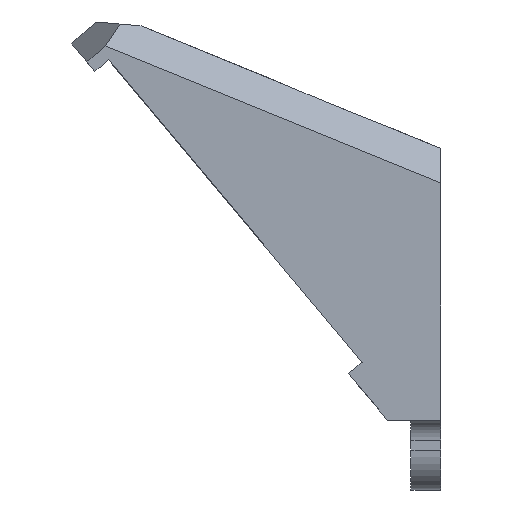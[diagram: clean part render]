
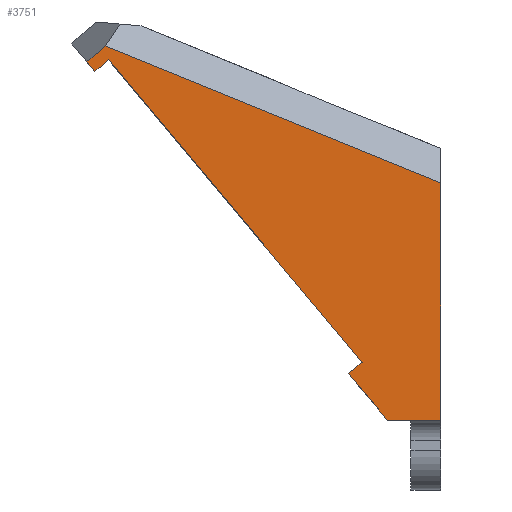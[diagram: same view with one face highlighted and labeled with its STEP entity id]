
A CAD part, left-side view. The second image highlights one B-rep face of the part: STEP entity #3751.
In plain terms, the highlighted planar face has unit normal (-1, 0, 0).
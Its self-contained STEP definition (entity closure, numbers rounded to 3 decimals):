
#28 = CARTESIAN_POINT ( 'NONE',  ( -19.5, 5.35, -7.708 ) ) ;
#81 = CARTESIAN_POINT ( 'NONE',  ( -19.5, 34.552, 30.157 ) ) ;
#130 = DIRECTION ( 'NONE',  ( 0., -0.766, 0.643 ) ) ;
#249 = VERTEX_POINT ( 'NONE', #1522 ) ;
#314 = DIRECTION ( 'NONE',  ( 1., 0., 0. ) ) ;
#353 = VERTEX_POINT ( 'NONE', #1542 ) ;
#361 = DIRECTION ( 'NONE',  ( 0., 0., -1. ) ) ;
#400 = VECTOR ( 'NONE', #4457, 1000. ) ;
#492 = CARTESIAN_POINT ( 'NONE',  ( -19.5, -6.677, 63.524 ) ) ;
#496 = EDGE_CURVE ( 'NONE', #249, #2784, #1271, .T. ) ;
#691 = LINE ( 'NONE', #2092, #982 ) ;
#716 = LINE ( 'NONE', #2469, #400 ) ;
#737 = VERTEX_POINT ( 'NONE', #28 ) ;
#742 = CARTESIAN_POINT ( 'NONE',  ( -19.5, 9.254, -3.055 ) ) ;
#776 = EDGE_CURVE ( 'NONE', #1681, #2784, #716, .T. ) ;
#784 = FACE_OUTER_BOUND ( 'NONE', #2432, .T. ) ;
#834 = EDGE_CURVE ( 'NONE', #2377, #1681, #691, .T. ) ;
#982 = VECTOR ( 'NONE', #4164, 1000. ) ;
#995 = EDGE_CURVE ( 'NONE', #1654, #353, #3176, .T. ) ;
#1128 = VECTOR ( 'NONE', #2406, 1000. ) ;
#1144 = DIRECTION ( 'NONE',  ( 0., 0.643, 0.766 ) ) ;
#1168 = LINE ( 'NONE', #492, #2879 ) ;
#1245 = ORIENTED_EDGE ( 'NONE', *, *, #496, .T. ) ;
#1271 = LINE ( 'NONE', #1971, #3671 ) ;
#1278 = VECTOR ( 'NONE', #2832, 1000. ) ;
#1307 = CARTESIAN_POINT ( 'NONE',  ( -19.5, 33.266, 28.361 ) ) ;
#1324 = ORIENTED_EDGE ( 'NONE', *, *, #1601, .T. ) ;
#1378 = CARTESIAN_POINT ( 'NONE',  ( -19.5, 3., -19.5 ) ) ;
#1484 = CARTESIAN_POINT ( 'NONE',  ( -19.5, 6.935, -5.819 ) ) ;
#1508 = CARTESIAN_POINT ( 'NONE',  ( -19.5, 6.935, -5.819 ) ) ;
#1522 = CARTESIAN_POINT ( 'NONE',  ( -19.5, 34.644, 27.204 ) ) ;
#1542 = CARTESIAN_POINT ( 'NONE',  ( -19.5, 33.567, 29.754 ) ) ;
#1551 = DIRECTION ( 'NONE',  ( 0., 0.766, -0.643 ) ) ;
#1601 = EDGE_CURVE ( 'NONE', #353, #1911, #1168, .T. ) ;
#1616 = CARTESIAN_POINT ( 'NONE',  ( -19.5, 7.875, -1.898 ) ) ;
#1654 = VERTEX_POINT ( 'NONE', #3966 ) ;
#1681 = VERTEX_POINT ( 'NONE', #1616 ) ;
#1911 = VERTEX_POINT ( 'NONE', #2420 ) ;
#1971 = CARTESIAN_POINT ( 'NONE',  ( -19.5, 34.644, 27.204 ) ) ;
#2092 = CARTESIAN_POINT ( 'NONE',  ( -19.5, 9.254, -3.055 ) ) ;
#2247 = LINE ( 'NONE', #1508, #2814 ) ;
#2319 = EDGE_CURVE ( 'NONE', #737, #2377, #3201, .T. ) ;
#2377 = VERTEX_POINT ( 'NONE', #742 ) ;
#2406 = DIRECTION ( 'NONE',  ( 0., 0., 1. ) ) ;
#2408 = ORIENTED_EDGE ( 'NONE', *, *, #2613, .F. ) ;
#2420 = CARTESIAN_POINT ( 'NONE',  ( -19.5, 35.455, 28.17 ) ) ;
#2432 = EDGE_LOOP ( 'NONE', ( #1324, #2408, #1245, #3220, #2732, #3904, #3949, #3111, #3108 ) ) ;
#2469 = CARTESIAN_POINT ( 'NONE',  ( -19.5, 5.556, -4.662 ) ) ;
#2554 = EDGE_CURVE ( 'NONE', #737, #3590, #3650, .T. ) ;
#2613 = EDGE_CURVE ( 'NONE', #249, #1911, #2247, .T. ) ;
#2732 = ORIENTED_EDGE ( 'NONE', *, *, #834, .F. ) ;
#2784 = VERTEX_POINT ( 'NONE', #1307 ) ;
#2814 = VECTOR ( 'NONE', #1144, 1000. ) ;
#2832 = DIRECTION ( 'NONE',  ( 0., 0.926, 0.378 ) ) ;
#2860 = DIRECTION ( 'NONE',  ( 0., 0.643, 0.766 ) ) ;
#2879 = VECTOR ( 'NONE', #1551, 1000. ) ;
#3108 = ORIENTED_EDGE ( 'NONE', *, *, #995, .T. ) ;
#3111 = ORIENTED_EDGE ( 'NONE', *, *, #3719, .T. ) ;
#3176 = LINE ( 'NONE', #81, #1278 ) ;
#3201 = LINE ( 'NONE', #1484, #3321 ) ;
#3220 = ORIENTED_EDGE ( 'NONE', *, *, #776, .F. ) ;
#3270 = DIRECTION ( 'NONE',  ( 0., -1., 0. ) ) ;
#3321 = VECTOR ( 'NONE', #2860, 1000. ) ;
#3348 = CARTESIAN_POINT ( 'NONE',  ( -19.5, 0., -7.708 ) ) ;
#3590 = VERTEX_POINT ( 'NONE', #3348 ) ;
#3650 = LINE ( 'NONE', #4277, #3679 ) ;
#3671 = VECTOR ( 'NONE', #130, 1000. ) ;
#3679 = VECTOR ( 'NONE', #3270, 1000. ) ;
#3719 = EDGE_CURVE ( 'NONE', #3590, #1654, #4443, .T. ) ;
#3751 = ADVANCED_FACE ( 'NONE', ( #784 ), #4126, .F. ) ;
#3904 = ORIENTED_EDGE ( 'NONE', *, *, #2319, .F. ) ;
#3949 = ORIENTED_EDGE ( 'NONE', *, *, #2554, .T. ) ;
#3966 = CARTESIAN_POINT ( 'NONE',  ( -19.5, 0., 16.043 ) ) ;
#4126 = PLANE ( 'NONE',  #4225 ) ;
#4147 = CARTESIAN_POINT ( 'NONE',  ( -19.5, 0., -19.5 ) ) ;
#4164 = DIRECTION ( 'NONE',  ( 0., -0.766, 0.643 ) ) ;
#4225 = AXIS2_PLACEMENT_3D ( 'NONE', #1378, #314, #361 ) ;
#4277 = CARTESIAN_POINT ( 'NONE',  ( -19.5, 3., -7.708 ) ) ;
#4443 = LINE ( 'NONE', #4147, #1128 ) ;
#4457 = DIRECTION ( 'NONE',  ( 0., 0.643, 0.766 ) ) ;
